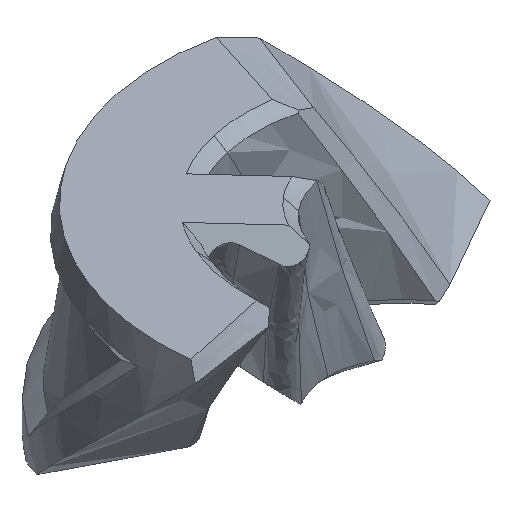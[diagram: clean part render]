
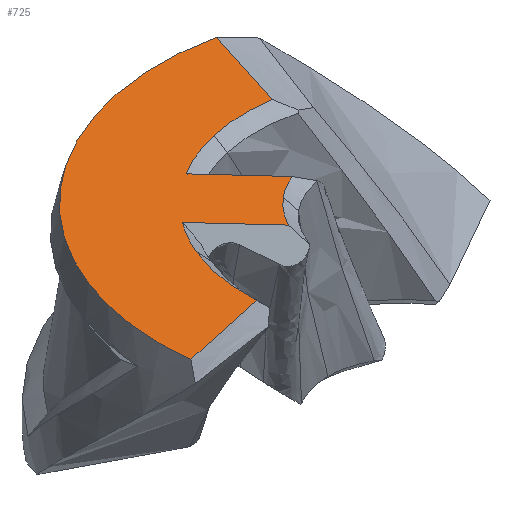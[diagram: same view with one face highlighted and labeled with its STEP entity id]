
A CAD part, isometric view. The second image highlights one B-rep face of the part: STEP entity #725.
In plain terms, the highlighted planar face has unit normal (0, 0, 1).
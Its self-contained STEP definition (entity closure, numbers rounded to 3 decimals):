
#36=CIRCLE('',#785,21.6);
#37=CIRCLE('',#786,21.6);
#45=PLANE('',#784);
#56=FACE_OUTER_BOUND('',#102,.T.);
#102=EDGE_LOOP('',(#500,#501,#502,#503,#504,#505,#506,#507,#508,#509,#510));
#145=LINE('',#1180,#155);
#146=LINE('',#1212,#156);
#155=VECTOR('',#821,10.);
#156=VECTOR('',#826,10.);
#182=B_SPLINE_CURVE_WITH_KNOTS('',3,(#1132,#1133,#1134,#1135),
 .UNSPECIFIED.,.F.,.F.,(4,4),(-0.368,-0.049),
 .UNSPECIFIED.);
#186=B_SPLINE_CURVE_WITH_KNOTS('',3,(#1168,#1169,#1170,#1171),
 .UNSPECIFIED.,.F.,.F.,(4,4),(-0.578,-0.167),
 .UNSPECIFIED.);
#190=B_SPLINE_CURVE_WITH_KNOTS('',3,(#1216,#1217,#1218,#1219),
 .UNSPECIFIED.,.F.,.F.,(4,4),(-0.863,-0.086),
 .UNSPECIFIED.);
#191=B_SPLINE_CURVE_WITH_KNOTS('',3,(#1221,#1222,#1223,#1224),
 .UNSPECIFIED.,.F.,.F.,(4,4),(-1.319,-0.138),
 .UNSPECIFIED.);
#192=B_SPLINE_CURVE_WITH_KNOTS('',3,(#1226,#1227,#1228,#1229,#1230,#1231,
#1232,#1233,#1234,#1235,#1236,#1237,#1238,#1239),.UNSPECIFIED.,.F.,.F.,
(4,2,2,2,2,2,4),(-15.036,-14.331,-13.028,
-11.725,-10.422,-9.12,-8.66),
 .UNSPECIFIED.);
#193=B_SPLINE_CURVE_WITH_KNOTS('',3,(#1241,#1242,#1243,#1244),
 .UNSPECIFIED.,.F.,.F.,(4,4),(0.138,1.319),
 .UNSPECIFIED.);
#194=B_SPLINE_CURVE_WITH_KNOTS('',3,(#1246,#1247,#1248,#1249),
 .UNSPECIFIED.,.F.,.F.,(4,4),(-1.241,-0.292),
 .UNSPECIFIED.);
#278=VERTEX_POINT('',#1124);
#279=VERTEX_POINT('',#1131);
#282=VERTEX_POINT('',#1167);
#283=VERTEX_POINT('',#1179);
#287=VERTEX_POINT('',#1211);
#288=VERTEX_POINT('',#1213);
#289=VERTEX_POINT('',#1215);
#290=VERTEX_POINT('',#1220);
#291=VERTEX_POINT('',#1225);
#292=VERTEX_POINT('',#1240);
#293=VERTEX_POINT('',#1245);
#358=EDGE_CURVE('',#278,#279,#182,.T.);
#363=EDGE_CURVE('',#279,#282,#186,.T.);
#365=EDGE_CURVE('',#283,#282,#145,.T.);
#370=EDGE_CURVE('',#278,#287,#146,.T.);
#371=EDGE_CURVE('',#288,#287,#36,.T.);
#372=EDGE_CURVE('',#289,#288,#190,.T.);
#373=EDGE_CURVE('',#290,#289,#191,.T.);
#374=EDGE_CURVE('',#290,#291,#192,.T.);
#375=EDGE_CURVE('',#292,#291,#193,.T.);
#376=EDGE_CURVE('',#293,#292,#194,.T.);
#377=EDGE_CURVE('',#283,#293,#37,.T.);
#500=ORIENTED_EDGE('',*,*,#363,.F.);
#501=ORIENTED_EDGE('',*,*,#358,.F.);
#502=ORIENTED_EDGE('',*,*,#370,.T.);
#503=ORIENTED_EDGE('',*,*,#371,.F.);
#504=ORIENTED_EDGE('',*,*,#372,.F.);
#505=ORIENTED_EDGE('',*,*,#373,.F.);
#506=ORIENTED_EDGE('',*,*,#374,.T.);
#507=ORIENTED_EDGE('',*,*,#375,.F.);
#508=ORIENTED_EDGE('',*,*,#376,.F.);
#509=ORIENTED_EDGE('',*,*,#377,.F.);
#510=ORIENTED_EDGE('',*,*,#365,.T.);
#725=ADVANCED_FACE('',(#56),#45,.T.);
#784=AXIS2_PLACEMENT_3D('',#1210,#824,#825);
#785=AXIS2_PLACEMENT_3D('',#1214,#827,#828);
#786=AXIS2_PLACEMENT_3D('',#1250,#829,#830);
#821=DIRECTION('',(0.676,-0.737,0.));
#824=DIRECTION('center_axis',(0.,0.,1.));
#825=DIRECTION('ref_axis',(1.,0.,0.));
#826=DIRECTION('',(-0.676,0.737,0.));
#827=DIRECTION('center_axis',(0.,0.,1.));
#828=DIRECTION('ref_axis',(-1.,0.,0.));
#829=DIRECTION('center_axis',(0.,0.,1.));
#830=DIRECTION('ref_axis',(-1.,0.,0.));
#1124=CARTESIAN_POINT('',(-4.317,10.767,62.567));
#1131=CARTESIAN_POINT('',(-7.445,8.896,62.567));
#1132=CARTESIAN_POINT('Ctrl Pts',(-4.316,10.764,62.567));
#1133=CARTESIAN_POINT('Ctrl Pts',(-5.447,10.31,62.567));
#1134=CARTESIAN_POINT('Ctrl Pts',(-6.509,9.679,62.567));
#1135=CARTESIAN_POINT('Ctrl Pts',(-7.445,8.896,62.567));
#1167=CARTESIAN_POINT('',(-10.358,5.222,62.567));
#1168=CARTESIAN_POINT('Ctrl Pts',(-7.445,8.896,62.567));
#1169=CARTESIAN_POINT('Ctrl Pts',(-8.653,7.885,62.567));
#1170=CARTESIAN_POINT('Ctrl Pts',(-9.646,6.624,62.567));
#1171=CARTESIAN_POINT('Ctrl Pts',(-10.355,5.221,62.567));
#1179=CARTESIAN_POINT('',(-17.36,12.852,62.567));
#1180=CARTESIAN_POINT('',(-6.402,0.911,62.567));
#1210=CARTESIAN_POINT('Origin',(0.,0.,62.567));
#1211=CARTESIAN_POINT('',(-11.319,18.397,62.567));
#1212=CARTESIAN_POINT('',(-0.36,6.456,62.567));
#1213=CARTESIAN_POINT('',(-4.784,21.064,62.567));
#1214=CARTESIAN_POINT('Origin',(0.,0.,62.567));
#1215=CARTESIAN_POINT('',(3.498,21.315,62.567));
#1216=CARTESIAN_POINT('Ctrl Pts',(3.498,21.313,62.567));
#1217=CARTESIAN_POINT('Ctrl Pts',(0.757,21.761,62.567));
#1218=CARTESIAN_POINT('Ctrl Pts',(-2.072,21.679,62.567));
#1219=CARTESIAN_POINT('Ctrl Pts',(-4.784,21.064,62.567));
#1220=CARTESIAN_POINT('',(7.059,32.595,62.567));
#1221=CARTESIAN_POINT('Ctrl Pts',(7.059,32.595,62.567));
#1222=CARTESIAN_POINT('Ctrl Pts',(5.872,28.83,62.567));
#1223=CARTESIAN_POINT('Ctrl Pts',(4.685,25.071,62.567));
#1224=CARTESIAN_POINT('Ctrl Pts',(3.498,21.315,62.567));
#1225=CARTESIAN_POINT('',(-33.103,-4.055,62.567));
#1226=CARTESIAN_POINT('Ctrl Pts',(7.059,32.595,62.567));
#1227=CARTESIAN_POINT('Ctrl Pts',(4.772,33.09,62.567));
#1228=CARTESIAN_POINT('Ctrl Pts',(2.434,33.344,62.567));
#1229=CARTESIAN_POINT('Ctrl Pts',(-4.259,33.361,62.567));
#1230=CARTESIAN_POINT('Ctrl Pts',(-8.562,32.523,62.567));
#1231=CARTESIAN_POINT('Ctrl Pts',(-16.606,29.246,62.567));
#1232=CARTESIAN_POINT('Ctrl Pts',(-20.269,26.838,62.567));
#1233=CARTESIAN_POINT('Ctrl Pts',(-26.466,20.752,62.567));
#1234=CARTESIAN_POINT('Ctrl Pts',(-28.94,17.133,62.567));
#1235=CARTESIAN_POINT('Ctrl Pts',(-32.363,9.151,62.567));
#1236=CARTESIAN_POINT('Ctrl Pts',(-33.278,4.863,62.567));
#1237=CARTESIAN_POINT('Ctrl Pts',(-33.37,-1.011,62.567));
#1238=CARTESIAN_POINT('Ctrl Pts',(-33.288,-2.54,62.567));
#1239=CARTESIAN_POINT('Ctrl Pts',(-33.103,-4.055,62.567));
#1240=CARTESIAN_POINT('',(-21.545,-1.538,62.567));
#1241=CARTESIAN_POINT('Ctrl Pts',(-21.545,-1.538,62.567));
#1242=CARTESIAN_POINT('Ctrl Pts',(-25.394,-2.377,62.567));
#1243=CARTESIAN_POINT('Ctrl Pts',(-29.246,-3.216,62.567));
#1244=CARTESIAN_POINT('Ctrl Pts',(-33.103,-4.055,62.567));
#1245=CARTESIAN_POINT('',(-19.892,8.419,62.567));
#1246=CARTESIAN_POINT('Ctrl Pts',(-19.892,8.419,62.567));
#1247=CARTESIAN_POINT('Ctrl Pts',(-21.217,5.287,62.567));
#1248=CARTESIAN_POINT('Ctrl Pts',(-21.785,1.845,62.567));
#1249=CARTESIAN_POINT('Ctrl Pts',(-21.545,-1.538,62.567));
#1250=CARTESIAN_POINT('Origin',(0.,0.,62.567));
